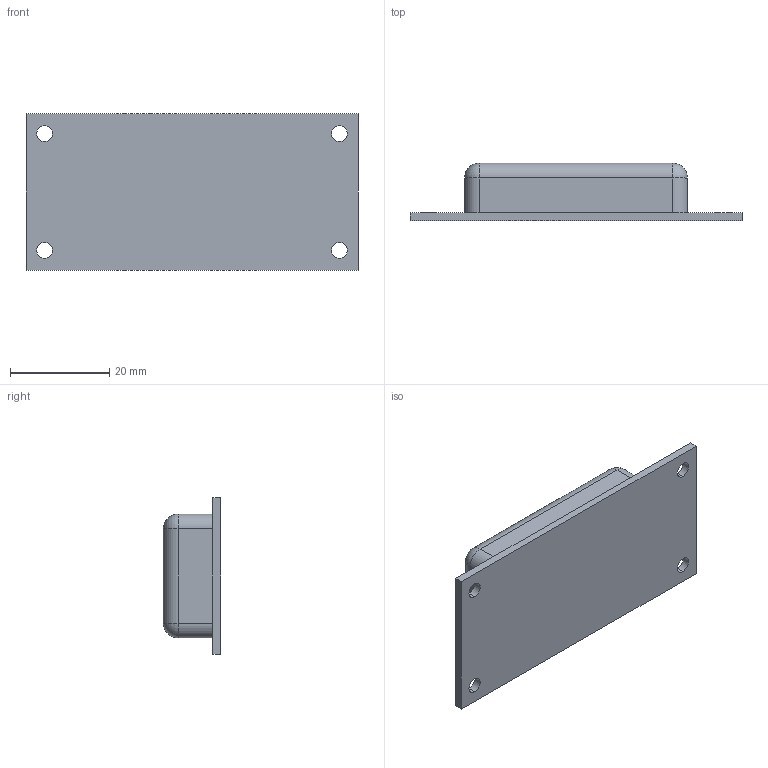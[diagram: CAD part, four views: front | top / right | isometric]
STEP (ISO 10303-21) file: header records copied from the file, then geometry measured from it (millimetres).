
FILE_DESCRIPTION (( 'STEP AP214' ), '1' );
FILE_NAME ('PSU 5V2A.STEP', '2015-11-01T19:45:24', ( '' ), ( '' ), 'SwSTEP 2.0', 'SolidWorks 2015', '' );
FILE_SCHEMA (( 'AUTOMOTIVE_DESIGN' ));
Length unit declared in the file: millimetre
Products named in the file (1): PSU 5V2A
Bounding box: 67 x 11.6 x 31.5 mm (x, y, z)
Volume: 14245.8 mm3; surface area: 5707.1 mm2
Topology: 1 solids, 1 shells, 31 faces, 76 edges, 44 vertices
Faces by surface type: cylinder 16, plane 11, sphere 4
Entity records: 1119 total; most frequent: DIRECTION 168, CARTESIAN_POINT 148, ORIENTED_EDGE 144, EDGE_CURVE 72, AXIS2_PLACEMENT_3D 64, VERTEX_POINT 44, VECTOR 40, EDGE_LOOP 40
